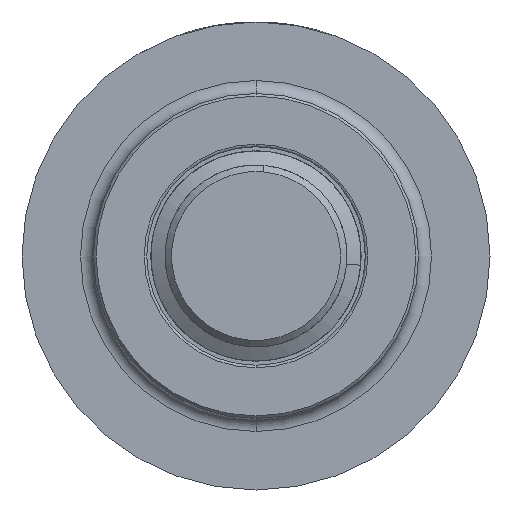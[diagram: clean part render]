
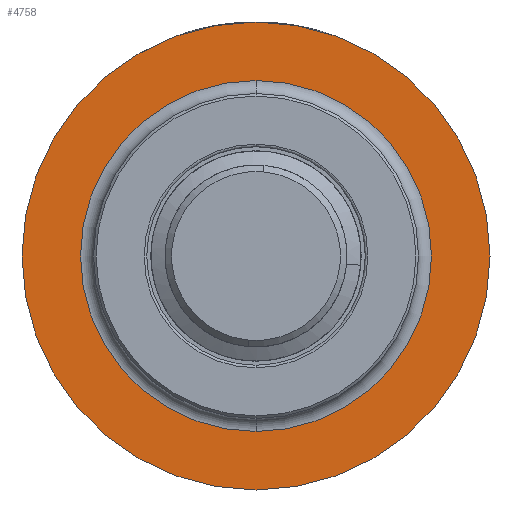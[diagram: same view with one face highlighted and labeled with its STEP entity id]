
A CAD part, front view. The second image highlights one B-rep face of the part: STEP entity #4758.
In plain terms, the highlighted planar face has unit normal (0, -1, 0).
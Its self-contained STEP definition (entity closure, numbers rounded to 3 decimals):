
#16 = CIRCLE ( 'NONE', #3825, 18. ) ;
#51 = EDGE_LOOP ( 'NONE', ( #868, #2357 ) ) ;
#243 = CARTESIAN_POINT ( 'NONE',  ( 0., 4.42, 13.5 ) ) ;
#260 = CARTESIAN_POINT ( 'NONE',  ( 0., 4.42, -13.5 ) ) ;
#274 = VERTEX_POINT ( 'NONE', #243 ) ;
#378 = DIRECTION ( 'NONE',  ( 0., -1., 0. ) ) ;
#868 = ORIENTED_EDGE ( 'NONE', *, *, #2886, .F. ) ;
#934 = ORIENTED_EDGE ( 'NONE', *, *, #6931, .T. ) ;
#1002 = CIRCLE ( 'NONE', #4735, 13.5 ) ;
#1040 = ORIENTED_EDGE ( 'NONE', *, *, #4016, .T. ) ;
#1223 = EDGE_LOOP ( 'NONE', ( #934, #1040 ) ) ;
#1373 = AXIS2_PLACEMENT_3D ( 'NONE', #4157, #378, #1519 ) ;
#1519 = DIRECTION ( 'NONE',  ( 0., 0., -1. ) ) ;
#2107 = DIRECTION ( 'NONE',  ( 0., -1., 0. ) ) ;
#2117 = PLANE ( 'NONE',  #1373 ) ;
#2357 = ORIENTED_EDGE ( 'NONE', *, *, #3055, .F. ) ;
#2554 = FACE_OUTER_BOUND ( 'NONE', #1223, .T. ) ;
#2868 = AXIS2_PLACEMENT_3D ( 'NONE', #4013, #2107, #5247 ) ;
#2869 = FACE_BOUND ( 'NONE', #51, .T. ) ;
#2886 = EDGE_CURVE ( 'NONE', #4684, #274, #7220, .T. ) ;
#3055 = EDGE_CURVE ( 'NONE', #274, #4684, #1002, .T. ) ;
#3167 = DIRECTION ( 'NONE',  ( 0., -1., 0. ) ) ;
#3224 = CARTESIAN_POINT ( 'NONE',  ( 0., 4.42, 0. ) ) ;
#3811 = CARTESIAN_POINT ( 'NONE',  ( 0., 4.42, 0. ) ) ;
#3825 = AXIS2_PLACEMENT_3D ( 'NONE', #7022, #3855, #5789 ) ;
#3855 = DIRECTION ( 'NONE',  ( 0., -1., 0. ) ) ;
#3898 = DIRECTION ( 'NONE',  ( 0., -1., 0. ) ) ;
#4013 = CARTESIAN_POINT ( 'NONE',  ( 0., 4.42, 0. ) ) ;
#4016 = EDGE_CURVE ( 'NONE', #6474, #5208, #16, .T. ) ;
#4157 = CARTESIAN_POINT ( 'NONE',  ( 13.5, 4.42, 0. ) ) ;
#4445 = AXIS2_PLACEMENT_3D ( 'NONE', #3224, #3898, #7620 ) ;
#4684 = VERTEX_POINT ( 'NONE', #260 ) ;
#4735 = AXIS2_PLACEMENT_3D ( 'NONE', #3811, #3167, #7559 ) ;
#4758 = ADVANCED_FACE ( 'NONE', ( #2554, #2869 ), #2117, .T. ) ;
#5208 = VERTEX_POINT ( 'NONE', #7710 ) ;
#5247 = DIRECTION ( 'NONE',  ( 0., 0., -1. ) ) ;
#5789 = DIRECTION ( 'NONE',  ( 0., 0., -1. ) ) ;
#6289 = CIRCLE ( 'NONE', #4445, 18. ) ;
#6474 = VERTEX_POINT ( 'NONE', #6549 ) ;
#6549 = CARTESIAN_POINT ( 'NONE',  ( 0., 4.42, 18. ) ) ;
#6931 = EDGE_CURVE ( 'NONE', #5208, #6474, #6289, .T. ) ;
#7022 = CARTESIAN_POINT ( 'NONE',  ( 0., 4.42, 0. ) ) ;
#7220 = CIRCLE ( 'NONE', #2868, 13.5 ) ;
#7559 = DIRECTION ( 'NONE',  ( 0., 0., -1. ) ) ;
#7620 = DIRECTION ( 'NONE',  ( 0., 0., -1. ) ) ;
#7710 = CARTESIAN_POINT ( 'NONE',  ( 0., 4.42, -18. ) ) ;
